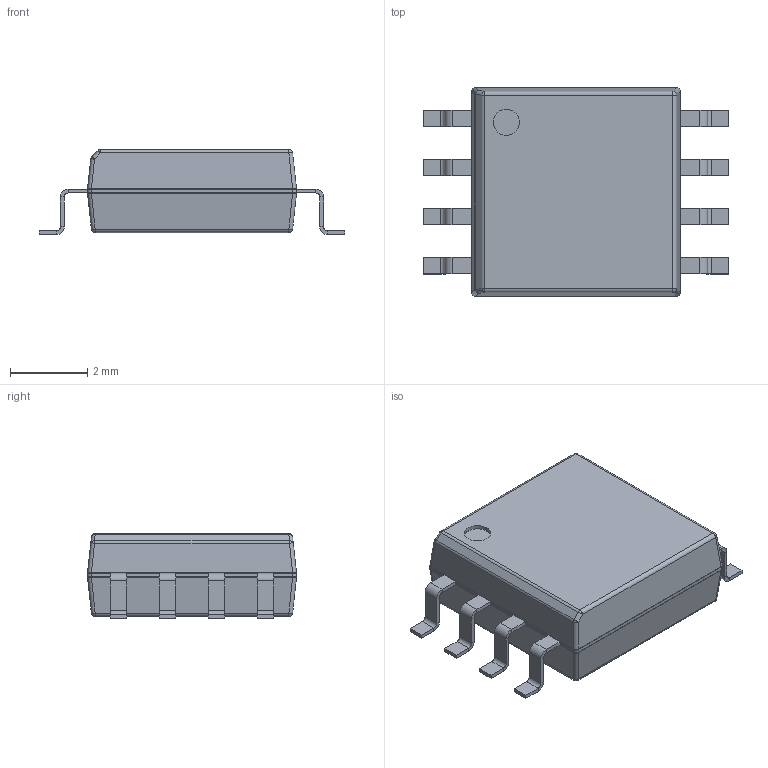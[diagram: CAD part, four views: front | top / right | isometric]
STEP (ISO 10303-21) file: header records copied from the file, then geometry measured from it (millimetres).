
FILE_DESCRIPTION(('Open CASCADE Model'),'2;1');
FILE_NAME('Open CASCADE Shape Model','2018-09-11T18:10:25',('Author'),( 'Open CASCADE'),'Open CASCADE STEP processor 6.8','Open CASCADE 6.8' ,'Unknown');
FILE_SCHEMA(('AUTOMOTIVE_DESIGN_CC2 { 1 2 10303 214 -1 1 5 4 }'));
Length unit declared in the file: millimetre
Products named in the file (5): SOP127P600-8N.step; Open CASCADE STEP translator 6.8 11.1; Body; Open CASCADE STEP translator 6.8 11.2.1; Leader
Assembly tree (11 placements, depth 3):
  SOP127P600-8N.step
    Open CASCADE STEP translator 6.8 11.1
    Body
      Open CASCADE STEP translator 6.8 11.2.1
    Leader  x8
Bounding box: 7.9 x 5.4 x 2.2 mm (x, y, z)
Volume: 60.9 mm3; surface area: 117.1 mm2
Topology: 9 solids, 10 shells, 243 faces, 490 edges, 257 vertices
Faces by surface type: plane 161, cylinder 64, sphere 10, bspline 8
Full cylindrical faces by diameter (mm): 0.675 x1
Entity records: 5469 total; most frequent: CARTESIAN_POINT 1968, DIRECTION 585, ORIENTED_EDGE 343, PCURVE 343, DEFINITIONAL_REPRESENTATION 343, LINE 311, VECTOR 311, EDGE_CURVE 172
